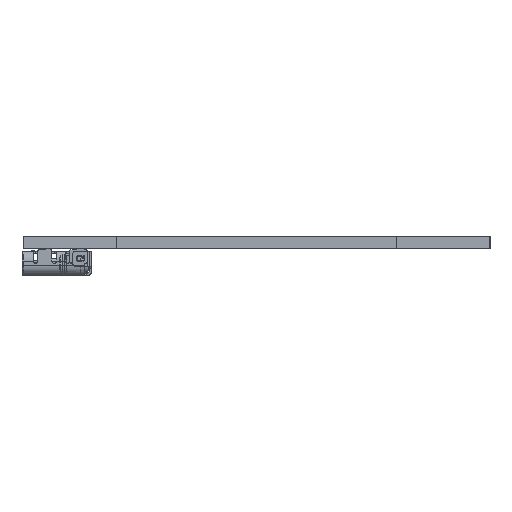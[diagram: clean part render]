
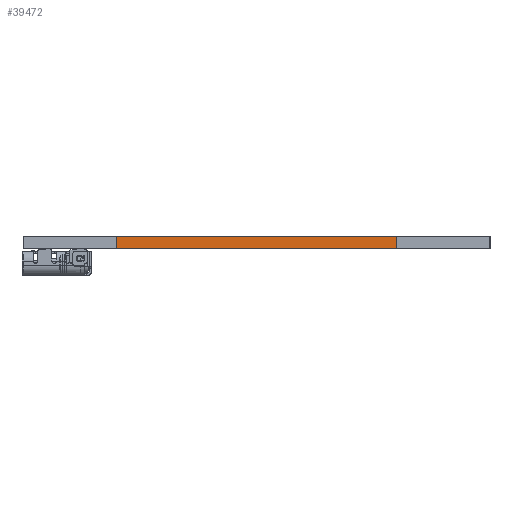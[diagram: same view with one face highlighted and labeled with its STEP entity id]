
A CAD part, left-side view. The second image highlights one B-rep face of the part: STEP entity #39472.
In plain terms, the highlighted planar face has unit normal (-1, 0, 0).
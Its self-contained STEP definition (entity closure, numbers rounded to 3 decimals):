
#38283 = VERTEX_POINT('',#38284);
#38284 = CARTESIAN_POINT('',(76.924,-84.913,0.));
#38290 = EDGE_CURVE('',#38291,#38283,#38293,.T.);
#38291 = VERTEX_POINT('',#38292);
#38292 = CARTESIAN_POINT('',(76.924,-121.082,0.));
#38293 = LINE('',#38294,#38295);
#38294 = CARTESIAN_POINT('',(76.924,-121.082,0.));
#38295 = VECTOR('',#38296,1.);
#38296 = DIRECTION('',(0.,1.,0.));
#38838 = VERTEX_POINT('',#38839);
#38839 = CARTESIAN_POINT('',(76.924,-84.913,1.6));
#38845 = EDGE_CURVE('',#38846,#38838,#38848,.T.);
#38846 = VERTEX_POINT('',#38847);
#38847 = CARTESIAN_POINT('',(76.924,-121.082,1.6));
#38848 = LINE('',#38849,#38850);
#38849 = CARTESIAN_POINT('',(76.924,-121.082,1.6));
#38850 = VECTOR('',#38851,1.);
#38851 = DIRECTION('',(0.,1.,0.));
#39442 = EDGE_CURVE('',#38283,#38838,#39443,.T.);
#39443 = LINE('',#39444,#39445);
#39444 = CARTESIAN_POINT('',(76.924,-84.913,0.));
#39445 = VECTOR('',#39446,1.);
#39446 = DIRECTION('',(0.,0.,1.));
#39472 = ADVANCED_FACE('',(#39473),#39484,.T.);
#39473 = FACE_BOUND('',#39474,.T.);
#39474 = EDGE_LOOP('',(#39475,#39481,#39482,#39483));
#39475 = ORIENTED_EDGE('',*,*,#39476,.T.);
#39476 = EDGE_CURVE('',#38291,#38846,#39477,.T.);
#39477 = LINE('',#39478,#39479);
#39478 = CARTESIAN_POINT('',(76.924,-121.082,0.));
#39479 = VECTOR('',#39480,1.);
#39480 = DIRECTION('',(0.,0.,1.));
#39481 = ORIENTED_EDGE('',*,*,#38845,.T.);
#39482 = ORIENTED_EDGE('',*,*,#39442,.F.);
#39483 = ORIENTED_EDGE('',*,*,#38290,.F.);
#39484 = PLANE('',#39485);
#39485 = AXIS2_PLACEMENT_3D('',#39486,#39487,#39488);
#39486 = CARTESIAN_POINT('',(76.924,-121.082,0.));
#39487 = DIRECTION('',(-1.,0.,0.));
#39488 = DIRECTION('',(0.,1.,0.));
